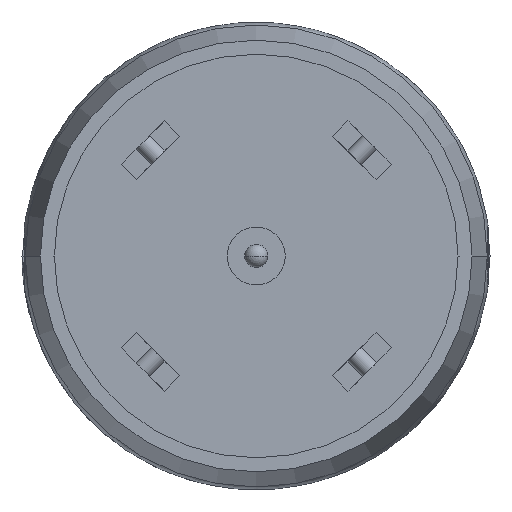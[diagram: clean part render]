
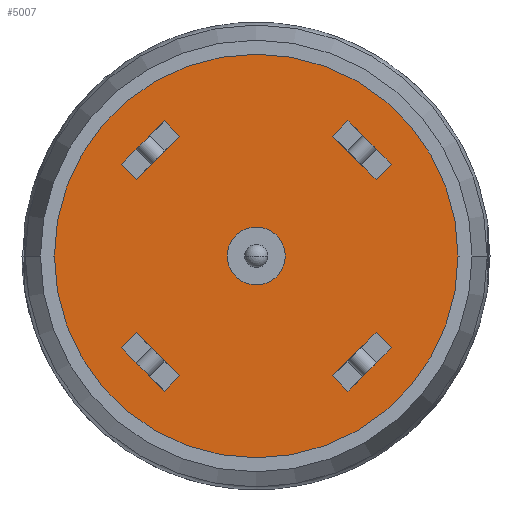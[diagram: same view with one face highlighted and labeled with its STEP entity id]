
A CAD part, front view. The second image highlights one B-rep face of the part: STEP entity #5007.
In plain terms, the highlighted planar face has unit normal (0, -1, 0).
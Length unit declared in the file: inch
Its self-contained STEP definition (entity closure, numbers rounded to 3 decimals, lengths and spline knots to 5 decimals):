
#4814=CARTESIAN_POINT('',(0.,-0.381,0.));
#4815=DIRECTION('',(0.,-1.,0.));
#4816=DIRECTION('',(-1.,0.,0.));
#4817=AXIS2_PLACEMENT_3D('',#4814,#4815,#4816);
#4819=CARTESIAN_POINT('',(0.,-0.381,0.));
#4820=DIRECTION('',(0.,1.,0.));
#4821=DIRECTION('',(-1.,0.,0.));
#4822=AXIS2_PLACEMENT_3D('',#4819,#4820,#4821);
#4824=DIRECTION('',(0.707,0.,-0.707));
#4825=VECTOR('',#4824,0.0196);
#4826=CARTESIAN_POINT('',(-0.13796,-0.381,0.10218));
#4827=LINE('',#4826,#4825);
#4828=DIRECTION('',(0.707,0.,0.707));
#4829=VECTOR('',#4828,0.0506);
#4830=CARTESIAN_POINT('',(-0.1241,-0.381,0.08832));
#4831=LINE('',#4830,#4829);
#4832=DIRECTION('',(-0.707,0.,0.707));
#4833=VECTOR('',#4832,0.0196);
#4834=CARTESIAN_POINT('',(-0.08832,-0.381,0.1241));
#4835=LINE('',#4834,#4833);
#4836=DIRECTION('',(-0.707,0.,-0.707));
#4837=VECTOR('',#4836,0.0506);
#4838=CARTESIAN_POINT('',(-0.10218,-0.381,0.13796));
#4839=LINE('',#4838,#4837);
#4840=DIRECTION('',(0.707,0.,0.707));
#4841=VECTOR('',#4840,0.0196);
#4842=CARTESIAN_POINT('',(-0.10218,-0.381,-0.13796));
#4843=LINE('',#4842,#4841);
#4844=DIRECTION('',(-0.707,0.,0.707));
#4845=VECTOR('',#4844,0.0506);
#4846=CARTESIAN_POINT('',(-0.08832,-0.381,-0.1241));
#4847=LINE('',#4846,#4845);
#4848=DIRECTION('',(-0.707,0.,-0.707));
#4849=VECTOR('',#4848,0.0196);
#4850=CARTESIAN_POINT('',(-0.1241,-0.381,-0.08832));
#4851=LINE('',#4850,#4849);
#4852=DIRECTION('',(0.707,0.,-0.707));
#4853=VECTOR('',#4852,0.0506);
#4854=CARTESIAN_POINT('',(-0.13796,-0.381,-0.10218));
#4855=LINE('',#4854,#4853);
#4856=DIRECTION('',(-0.707,0.,0.707));
#4857=VECTOR('',#4856,0.0196);
#4858=CARTESIAN_POINT('',(0.13796,-0.381,-0.10218));
#4859=LINE('',#4858,#4857);
#4860=DIRECTION('',(-0.707,0.,-0.707));
#4861=VECTOR('',#4860,0.0506);
#4862=CARTESIAN_POINT('',(0.1241,-0.381,-0.08832));
#4863=LINE('',#4862,#4861);
#4864=DIRECTION('',(0.707,0.,-0.707));
#4865=VECTOR('',#4864,0.0196);
#4866=CARTESIAN_POINT('',(0.08832,-0.381,-0.1241));
#4867=LINE('',#4866,#4865);
#4868=DIRECTION('',(0.707,0.,0.707));
#4869=VECTOR('',#4868,0.0506);
#4870=CARTESIAN_POINT('',(0.10218,-0.381,-0.13796));
#4871=LINE('',#4870,#4869);
#4872=DIRECTION('',(-0.707,0.,-0.707));
#4873=VECTOR('',#4872,0.0196);
#4874=CARTESIAN_POINT('',(0.10218,-0.381,0.13796));
#4875=LINE('',#4874,#4873);
#4876=DIRECTION('',(0.707,0.,-0.707));
#4877=VECTOR('',#4876,0.0506);
#4878=CARTESIAN_POINT('',(0.08832,-0.381,0.1241));
#4879=LINE('',#4878,#4877);
#4880=DIRECTION('',(0.707,0.,0.707));
#4881=VECTOR('',#4880,0.0196);
#4882=CARTESIAN_POINT('',(0.1241,-0.381,0.08832));
#4883=LINE('',#4882,#4881);
#4884=DIRECTION('',(-0.707,0.,0.707));
#4885=VECTOR('',#4884,0.0506);
#4886=CARTESIAN_POINT('',(0.13796,-0.381,0.10218));
#4887=LINE('',#4886,#4885);
#4889=CARTESIAN_POINT('',(-0.2178,-0.381,0.));
#4891=VERTEX_POINT('',#4889);
#4893=CARTESIAN_POINT('',(0.2178,-0.381,0.));
#4895=VERTEX_POINT('',#4893);
#4896=CARTESIAN_POINT('',(-0.13796,-0.381,0.10218));
#4897=CARTESIAN_POINT('',(-0.1241,-0.381,0.08832));
#4898=VERTEX_POINT('',#4896);
#4899=VERTEX_POINT('',#4897);
#4900=CARTESIAN_POINT('',(-0.08832,-0.381,0.1241));
#4901=VERTEX_POINT('',#4900);
#4902=CARTESIAN_POINT('',(-0.10218,-0.381,0.13796));
#4903=VERTEX_POINT('',#4902);
#4904=CARTESIAN_POINT('',(-0.10218,-0.381,-0.13796));
#4905=CARTESIAN_POINT('',(-0.08832,-0.381,-0.1241));
#4906=VERTEX_POINT('',#4904);
#4907=VERTEX_POINT('',#4905);
#4908=CARTESIAN_POINT('',(-0.1241,-0.381,-0.08832));
#4909=VERTEX_POINT('',#4908);
#4910=CARTESIAN_POINT('',(-0.13796,-0.381,-0.10218));
#4911=VERTEX_POINT('',#4910);
#4912=CARTESIAN_POINT('',(0.13796,-0.381,-0.10218));
#4913=CARTESIAN_POINT('',(0.1241,-0.381,-0.08832));
#4914=VERTEX_POINT('',#4912);
#4915=VERTEX_POINT('',#4913);
#4916=CARTESIAN_POINT('',(0.08832,-0.381,-0.1241));
#4917=VERTEX_POINT('',#4916);
#4918=CARTESIAN_POINT('',(0.10218,-0.381,-0.13796));
#4919=VERTEX_POINT('',#4918);
#4920=CARTESIAN_POINT('',(0.10218,-0.381,0.13796));
#4921=CARTESIAN_POINT('',(0.08832,-0.381,0.1241));
#4922=VERTEX_POINT('',#4920);
#4923=VERTEX_POINT('',#4921);
#4924=CARTESIAN_POINT('',(0.1241,-0.381,0.08832));
#4925=VERTEX_POINT('',#4924);
#4926=CARTESIAN_POINT('',(0.13796,-0.381,0.10218));
#4927=VERTEX_POINT('',#4926);
#4958=CARTESIAN_POINT('',(0.,-0.381,0.));
#4959=DIRECTION('',(0.,1.,0.));
#4960=DIRECTION('',(1.,0.,0.));
#4961=AXIS2_PLACEMENT_3D('',#4958,#4959,#4960);
#4962=PLANE('',#4961);
#4963=ORIENTED_EDGE('',*,*,#4950,.F.);
#4964=ORIENTED_EDGE('',*,*,#4939,.T.);
#4965=EDGE_LOOP('',(#4963,#4964));
#4966=FACE_OUTER_BOUND('',#4965,.F.);
#4968=ORIENTED_EDGE('',*,*,#4967,.T.);
#4970=ORIENTED_EDGE('',*,*,#4969,.T.);
#4972=ORIENTED_EDGE('',*,*,#4971,.T.);
#4974=ORIENTED_EDGE('',*,*,#4973,.T.);
#4975=EDGE_LOOP('',(#4968,#4970,#4972,#4974));
#4976=FACE_BOUND('',#4975,.F.);
#4978=ORIENTED_EDGE('',*,*,#4977,.T.);
#4980=ORIENTED_EDGE('',*,*,#4979,.T.);
#4982=ORIENTED_EDGE('',*,*,#4981,.T.);
#4984=ORIENTED_EDGE('',*,*,#4983,.T.);
#4985=EDGE_LOOP('',(#4978,#4980,#4982,#4984));
#4986=FACE_BOUND('',#4985,.F.);
#4988=ORIENTED_EDGE('',*,*,#4987,.T.);
#4990=ORIENTED_EDGE('',*,*,#4989,.T.);
#4992=ORIENTED_EDGE('',*,*,#4991,.T.);
#4994=ORIENTED_EDGE('',*,*,#4993,.T.);
#4995=EDGE_LOOP('',(#4988,#4990,#4992,#4994));
#4996=FACE_BOUND('',#4995,.F.);
#4998=ORIENTED_EDGE('',*,*,#4997,.T.);
#5000=ORIENTED_EDGE('',*,*,#4999,.T.);
#5002=ORIENTED_EDGE('',*,*,#5001,.T.);
#5004=ORIENTED_EDGE('',*,*,#5003,.T.);
#5005=EDGE_LOOP('',(#4998,#5000,#5002,#5004));
#5006=FACE_BOUND('',#5005,.F.);
#5007=ADVANCED_FACE('',(#4966,#4976,#4986,#4996,#5006),#4962,.F.);
#4818=CIRCLE('',#4817,0.2178);
#4823=CIRCLE('',#4822,0.2178);
#4939=EDGE_CURVE('',#4891,#4895,#4823,.T.);
#4950=EDGE_CURVE('',#4891,#4895,#4818,.T.);
#4967=EDGE_CURVE('',#4898,#4899,#4827,.T.);
#4969=EDGE_CURVE('',#4899,#4901,#4831,.T.);
#4971=EDGE_CURVE('',#4901,#4903,#4835,.T.);
#4973=EDGE_CURVE('',#4903,#4898,#4839,.T.);
#4977=EDGE_CURVE('',#4906,#4907,#4843,.T.);
#4979=EDGE_CURVE('',#4907,#4909,#4847,.T.);
#4981=EDGE_CURVE('',#4909,#4911,#4851,.T.);
#4983=EDGE_CURVE('',#4911,#4906,#4855,.T.);
#4987=EDGE_CURVE('',#4914,#4915,#4859,.T.);
#4989=EDGE_CURVE('',#4915,#4917,#4863,.T.);
#4991=EDGE_CURVE('',#4917,#4919,#4867,.T.);
#4993=EDGE_CURVE('',#4919,#4914,#4871,.T.);
#4997=EDGE_CURVE('',#4922,#4923,#4875,.T.);
#4999=EDGE_CURVE('',#4923,#4925,#4879,.T.);
#5001=EDGE_CURVE('',#4925,#4927,#4883,.T.);
#5003=EDGE_CURVE('',#4927,#4922,#4887,.T.);
